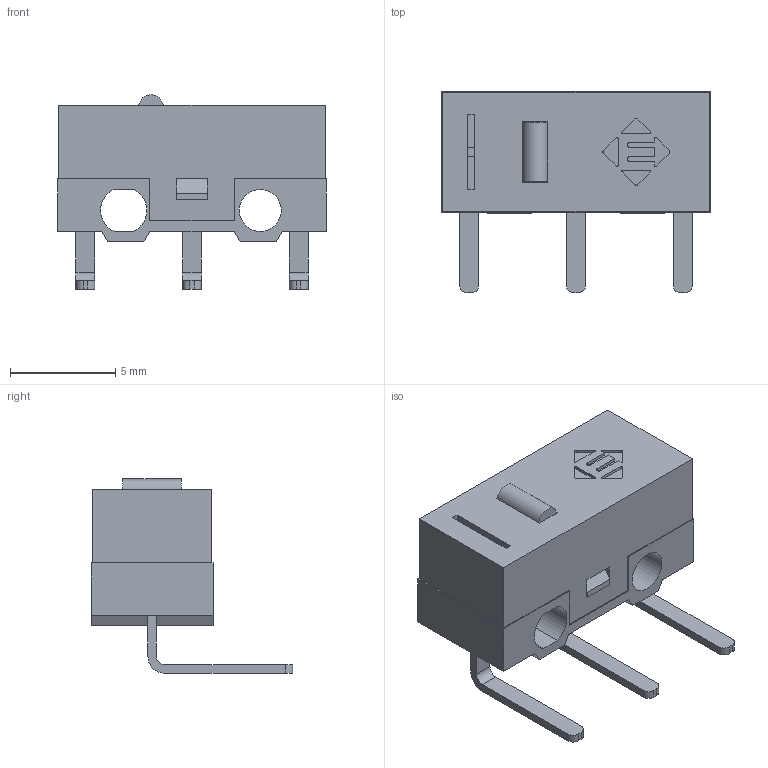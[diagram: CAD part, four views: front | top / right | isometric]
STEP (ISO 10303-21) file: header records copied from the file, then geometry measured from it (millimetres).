
FILE_DESCRIPTION((' '),'2;1');
FILE_NAME('SS075xx00FxxxV1A.stp','2017-07-28T09:41:26',(' '),(' '),' ','ACIS',' ');
FILE_SCHEMA(('CONFIG_CONTROL_DESIGN'));
Length unit declared in the file: inch
Products named in the file (1): SS075xx00FxxxV1A.stp
Bounding box: 12.8 x 9.6 x 9.25 mm (x, y, z)
Volume: 252.6 mm3; surface area: 750.2 mm2
Topology: 1 solids, 1 shells, 148 faces, 395 edges, 262 vertices
Faces by surface type: plane 118, cylinder 30
Full cylindrical faces by diameter (mm): 2 x1
Entity records: 4687 total; most frequent: CARTESIAN_POINT 805, ORIENTED_EDGE 788, DIRECTION 752, EDGE_CURVE 394, VECTOR 334, LINE 334, VERTEX_POINT 262, AXIS2_PLACEMENT_3D 209
